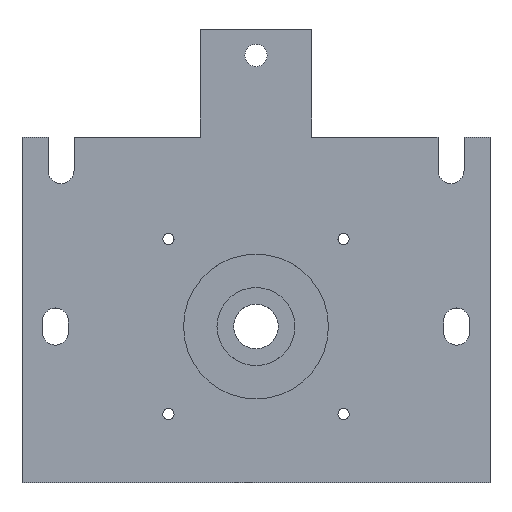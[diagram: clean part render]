
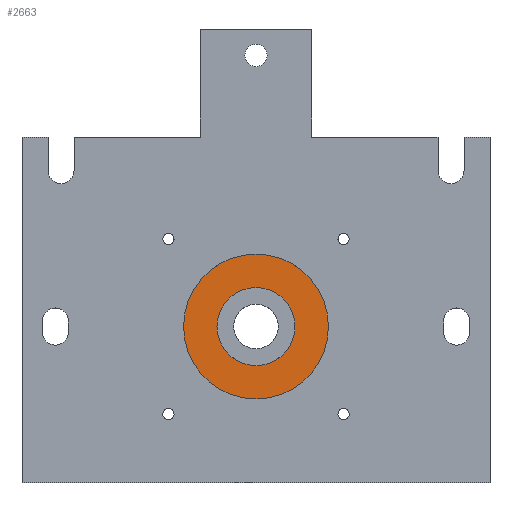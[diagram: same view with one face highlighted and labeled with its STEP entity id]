
A CAD part, top view. The second image highlights one B-rep face of the part: STEP entity #2663.
In plain terms, the highlighted planar face has unit normal (0, 0, 1).
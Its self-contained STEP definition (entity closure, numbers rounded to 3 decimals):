
#1455 = CYLINDRICAL_SURFACE('',#1456,19.5);
#1456 = AXIS2_PLACEMENT_3D('',#1457,#1458,#1459);
#1457 = CARTESIAN_POINT('',(0.,0.,6.));
#1458 = DIRECTION('',(0.,0.,1.));
#1459 = DIRECTION('',(1.,0.,0.));
#2571 = VERTEX_POINT('',#2572);
#2572 = CARTESIAN_POINT('',(19.5,0.,4.));
#2593 = EDGE_CURVE('',#2571,#2571,#2594,.T.);
#2594 = SURFACE_CURVE('',#2595,(#2600,#2607),.PCURVE_S1.);
#2595 = CIRCLE('',#2596,19.5);
#2596 = AXIS2_PLACEMENT_3D('',#2597,#2598,#2599);
#2597 = CARTESIAN_POINT('',(0.,0.,4.));
#2598 = DIRECTION('',(0.,0.,1.));
#2599 = DIRECTION('',(1.,0.,0.));
#2600 = PCURVE('',#1455,#2601);
#2601 = DEFINITIONAL_REPRESENTATION('',(#2602),#2606);
#2602 = LINE('',#2603,#2604);
#2603 = CARTESIAN_POINT('',(0.,-2.));
#2604 = VECTOR('',#2605,1.);
#2605 = DIRECTION('',(1.,0.));
#2606 = ( GEOMETRIC_REPRESENTATION_CONTEXT(2) 
PARAMETRIC_REPRESENTATION_CONTEXT() REPRESENTATION_CONTEXT('2D SPACE',''
  ) );
#2607 = PCURVE('',#2608,#2613);
#2608 = PLANE('',#2609);
#2609 = AXIS2_PLACEMENT_3D('',#2610,#2611,#2612);
#2610 = CARTESIAN_POINT('',(19.5,0.,4.));
#2611 = DIRECTION('',(0.,0.,-1.));
#2612 = DIRECTION('',(-1.,0.,0.));
#2613 = DEFINITIONAL_REPRESENTATION('',(#2614),#2622);
#2614 = ( BOUNDED_CURVE() B_SPLINE_CURVE(2,(#2615,#2616,#2617,#2618,
#2619,#2620,#2621),.UNSPECIFIED.,.F.,.F.) B_SPLINE_CURVE_WITH_KNOTS((1,2
    ,2,2,2,1),(-2.094,0.,2.094,4.189,
6.283,8.378),.UNSPECIFIED.) CURVE() 
GEOMETRIC_REPRESENTATION_ITEM() RATIONAL_B_SPLINE_CURVE((1.,0.5,1.,0.5,
1.,0.5,1.)) REPRESENTATION_ITEM('') );
#2615 = CARTESIAN_POINT('',(0.,0.));
#2616 = CARTESIAN_POINT('',(0.,33.775));
#2617 = CARTESIAN_POINT('',(29.25,16.887));
#2618 = CARTESIAN_POINT('',(58.5,0.));
#2619 = CARTESIAN_POINT('',(29.25,-16.887));
#2620 = CARTESIAN_POINT('',(0.,-33.775));
#2621 = CARTESIAN_POINT('',(0.,0.));
#2622 = ( GEOMETRIC_REPRESENTATION_CONTEXT(2) 
PARAMETRIC_REPRESENTATION_CONTEXT() REPRESENTATION_CONTEXT('2D SPACE',''
  ) );
#2649 = CYLINDRICAL_SURFACE('',#2650,10.5);
#2650 = AXIS2_PLACEMENT_3D('',#2651,#2652,#2653);
#2651 = CARTESIAN_POINT('',(0.,0.,6.));
#2652 = DIRECTION('',(0.,0.,1.));
#2653 = DIRECTION('',(1.,0.,0.));
#2663 = ADVANCED_FACE('',(#2664,#2667),#2608,.F.);
#2664 = FACE_BOUND('',#2665,.T.);
#2665 = EDGE_LOOP('',(#2666));
#2666 = ORIENTED_EDGE('',*,*,#2593,.T.);
#2667 = FACE_BOUND('',#2668,.F.);
#2668 = EDGE_LOOP('',(#2669));
#2669 = ORIENTED_EDGE('',*,*,#2670,.T.);
#2670 = EDGE_CURVE('',#2671,#2671,#2673,.T.);
#2671 = VERTEX_POINT('',#2672);
#2672 = CARTESIAN_POINT('',(10.5,0.,4.));
#2673 = SURFACE_CURVE('',#2674,(#2679,#2690),.PCURVE_S1.);
#2674 = CIRCLE('',#2675,10.5);
#2675 = AXIS2_PLACEMENT_3D('',#2676,#2677,#2678);
#2676 = CARTESIAN_POINT('',(0.,0.,4.));
#2677 = DIRECTION('',(0.,0.,1.));
#2678 = DIRECTION('',(1.,0.,0.));
#2679 = PCURVE('',#2608,#2680);
#2680 = DEFINITIONAL_REPRESENTATION('',(#2681),#2689);
#2681 = ( BOUNDED_CURVE() B_SPLINE_CURVE(2,(#2682,#2683,#2684,#2685,
#2686,#2687,#2688),.UNSPECIFIED.,.F.,.F.) B_SPLINE_CURVE_WITH_KNOTS((1,2
    ,2,2,2,1),(-2.094,0.,2.094,4.189,
6.283,8.378),.UNSPECIFIED.) CURVE() 
GEOMETRIC_REPRESENTATION_ITEM() RATIONAL_B_SPLINE_CURVE((1.,0.5,1.,0.5,
1.,0.5,1.)) REPRESENTATION_ITEM('') );
#2682 = CARTESIAN_POINT('',(9.,0.));
#2683 = CARTESIAN_POINT('',(9.,18.187));
#2684 = CARTESIAN_POINT('',(24.75,9.093));
#2685 = CARTESIAN_POINT('',(40.5,0.));
#2686 = CARTESIAN_POINT('',(24.75,-9.093));
#2687 = CARTESIAN_POINT('',(9.,-18.187));
#2688 = CARTESIAN_POINT('',(9.,0.));
#2689 = ( GEOMETRIC_REPRESENTATION_CONTEXT(2) 
PARAMETRIC_REPRESENTATION_CONTEXT() REPRESENTATION_CONTEXT('2D SPACE',''
  ) );
#2690 = PCURVE('',#2649,#2691);
#2691 = DEFINITIONAL_REPRESENTATION('',(#2692),#2696);
#2692 = LINE('',#2693,#2694);
#2693 = CARTESIAN_POINT('',(0.,-2.));
#2694 = VECTOR('',#2695,1.);
#2695 = DIRECTION('',(1.,0.));
#2696 = ( GEOMETRIC_REPRESENTATION_CONTEXT(2) 
PARAMETRIC_REPRESENTATION_CONTEXT() REPRESENTATION_CONTEXT('2D SPACE',''
  ) );
